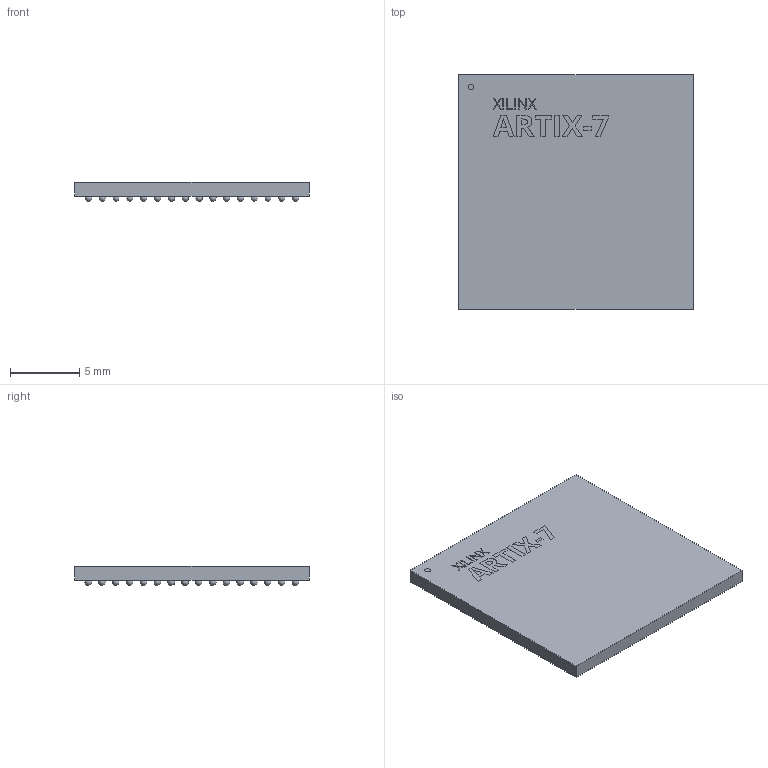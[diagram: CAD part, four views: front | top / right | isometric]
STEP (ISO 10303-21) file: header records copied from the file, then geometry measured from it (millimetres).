
FILE_DESCRIPTION(('FreeCAD Model'),'2;1');
FILE_NAME('ARTIX-7s-FTG256.step' ,'2019-03-05T20:28:30',('Author'),(''), 'Open CASCADE STEP processor 7.2','FreeCAD','Unknown');
FILE_SCHEMA(('AUTOMOTIVE_DESIGN { 1 0 10303 214 1 1 1 1 }'));
Length unit declared in the file: millimetre
Products named in the file (5): Device_String; Company_String; Body; Ball_Array; A1_Mark
Bounding box: 17 x 17 x 1.4 mm (x, y, z)
Volume: 305.8 mm3; surface area: 859.3 mm2
Topology: 271 solids, 271 shells, 409 faces, 1137 edges, 758 vertices
Faces by surface type: sphere 256, plane 138, extrusion 14, cylinder 1
Full cylindrical faces by diameter (mm): 0.4 x1
Entity records: 14739 total; most frequent: CARTESIAN_POINT 2159, DIRECTION 1859, VECTOR 1061, LINE 1047, ORIENTED_EDGE 738, PCURVE 738, DEFINITIONAL_REPRESENTATION 738, VERTEX_POINT 502
